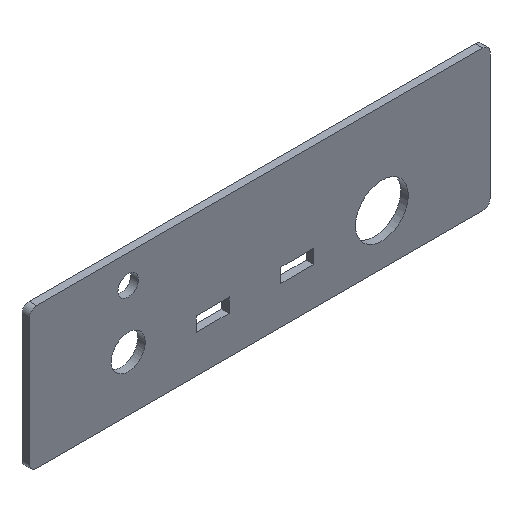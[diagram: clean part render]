
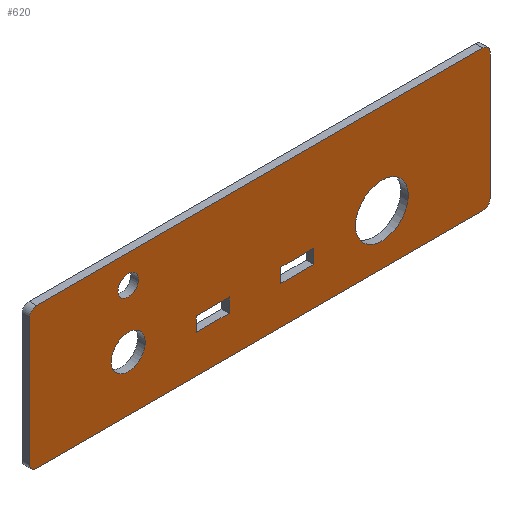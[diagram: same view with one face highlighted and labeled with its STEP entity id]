
A CAD part, isometric view. The second image highlights one B-rep face of the part: STEP entity #620.
In plain terms, the highlighted planar face has unit normal (0, -1, 0).
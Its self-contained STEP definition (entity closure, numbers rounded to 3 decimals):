
#22 = VERTEX_POINT('',#23);
#23 = CARTESIAN_POINT('',(-12.971,-6.677,-5.621));
#41 = VERTEX_POINT('',#42);
#42 = CARTESIAN_POINT('',(-11.471,-6.677,-7.121));
#48 = EDGE_CURVE('',#22,#41,#49,.T.);
#49 = CIRCLE('',#50,1.5);
#50 = AXIS2_PLACEMENT_3D('',#51,#52,#53);
#51 = CARTESIAN_POINT('',(-11.471,-6.677,-5.621));
#52 = DIRECTION('',(0.,-1.,0.));
#53 = DIRECTION('',(1.,0.,0.));
#73 = VERTEX_POINT('',#74);
#74 = CARTESIAN_POINT('',(-12.971,-6.677,21.379));
#80 = EDGE_CURVE('',#22,#73,#81,.T.);
#81 = LINE('',#82,#83);
#82 = CARTESIAN_POINT('',(-12.971,-6.677,-5.621));
#83 = VECTOR('',#84,1.);
#84 = DIRECTION('',(0.,0.,1.));
#104 = VERTEX_POINT('',#105);
#105 = CARTESIAN_POINT('',(83.529,-6.677,-7.121));
#111 = EDGE_CURVE('',#41,#104,#112,.T.);
#112 = LINE('',#113,#114);
#113 = CARTESIAN_POINT('',(-11.471,-6.677,-7.121));
#114 = VECTOR('',#115,1.);
#115 = DIRECTION('',(1.,0.,0.));
#126 = VERTEX_POINT('',#127);
#127 = CARTESIAN_POINT('',(-11.471,-6.677,22.879));
#143 = EDGE_CURVE('',#126,#73,#144,.T.);
#144 = CIRCLE('',#145,1.5);
#145 = AXIS2_PLACEMENT_3D('',#146,#147,#148);
#146 = CARTESIAN_POINT('',(-11.471,-6.677,21.379));
#147 = DIRECTION('',(0.,-1.,0.));
#148 = DIRECTION('',(1.,0.,0.));
#169 = VERTEX_POINT('',#170);
#170 = CARTESIAN_POINT('',(85.029,-6.677,-5.621));
#176 = EDGE_CURVE('',#104,#169,#177,.T.);
#177 = CIRCLE('',#178,1.5);
#178 = AXIS2_PLACEMENT_3D('',#179,#180,#181);
#179 = CARTESIAN_POINT('',(83.529,-6.677,-5.621));
#180 = DIRECTION('',(0.,-1.,0.));
#181 = DIRECTION('',(1.,0.,0.));
#201 = VERTEX_POINT('',#202);
#202 = CARTESIAN_POINT('',(83.529,-6.677,22.879));
#208 = EDGE_CURVE('',#126,#201,#209,.T.);
#209 = LINE('',#210,#211);
#210 = CARTESIAN_POINT('',(-11.471,-6.677,22.879));
#211 = VECTOR('',#212,1.);
#212 = DIRECTION('',(1.,0.,0.));
#223 = VERTEX_POINT('',#224);
#224 = CARTESIAN_POINT('',(85.029,-6.677,21.379));
#239 = EDGE_CURVE('',#223,#169,#240,.T.);
#240 = LINE('',#241,#242);
#241 = CARTESIAN_POINT('',(85.029,-6.677,21.379));
#242 = VECTOR('',#243,1.);
#243 = DIRECTION('',(0.,0.,-1.));
#262 = EDGE_CURVE('',#223,#201,#263,.T.);
#263 = CIRCLE('',#264,1.5);
#264 = AXIS2_PLACEMENT_3D('',#265,#266,#267);
#265 = CARTESIAN_POINT('',(83.529,-6.677,21.379));
#266 = DIRECTION('',(0.,-1.,0.));
#267 = DIRECTION('',(1.,0.,0.));
#278 = VERTEX_POINT('',#279);
#279 = CARTESIAN_POINT('',(40.529,-6.677,3.979));
#296 = VERTEX_POINT('',#297);
#297 = CARTESIAN_POINT('',(47.529,-6.677,3.979));
#303 = EDGE_CURVE('',#278,#296,#304,.T.);
#304 = LINE('',#305,#306);
#305 = CARTESIAN_POINT('',(40.529,-6.677,3.979));
#306 = VECTOR('',#307,1.);
#307 = DIRECTION('',(1.,0.,0.));
#327 = VERTEX_POINT('',#328);
#328 = CARTESIAN_POINT('',(47.529,-6.677,0.979));
#334 = EDGE_CURVE('',#296,#327,#335,.T.);
#335 = LINE('',#336,#337);
#336 = CARTESIAN_POINT('',(47.529,-6.677,3.979));
#337 = VECTOR('',#338,1.);
#338 = DIRECTION('',(0.,0.,-1.));
#349 = VERTEX_POINT('',#350);
#350 = CARTESIAN_POINT('',(40.529,-6.677,0.979));
#365 = EDGE_CURVE('',#349,#327,#366,.T.);
#366 = LINE('',#367,#368);
#367 = CARTESIAN_POINT('',(40.529,-6.677,0.979));
#368 = VECTOR('',#369,1.);
#369 = DIRECTION('',(1.,0.,0.));
#387 = EDGE_CURVE('',#278,#349,#388,.T.);
#388 = LINE('',#389,#390);
#389 = CARTESIAN_POINT('',(40.529,-6.677,3.979));
#390 = VECTOR('',#391,1.);
#391 = DIRECTION('',(0.,0.,-1.));
#402 = VERTEX_POINT('',#403);
#403 = CARTESIAN_POINT('',(67.634,-6.677,3.654));
#419 = EDGE_CURVE('',#402,#402,#420,.T.);
#420 = CIRCLE('',#421,5.605);
#421 = AXIS2_PLACEMENT_3D('',#422,#423,#424);
#422 = CARTESIAN_POINT('',(62.029,-6.677,3.654));
#423 = DIRECTION('',(0.,-1.,0.));
#424 = DIRECTION('',(1.,0.,0.));
#435 = VERTEX_POINT('',#436);
#436 = CARTESIAN_POINT('',(22.529,-6.677,3.979));
#453 = VERTEX_POINT('',#454);
#454 = CARTESIAN_POINT('',(29.529,-6.677,3.979));
#460 = EDGE_CURVE('',#435,#453,#461,.T.);
#461 = LINE('',#462,#463);
#462 = CARTESIAN_POINT('',(22.529,-6.677,3.979));
#463 = VECTOR('',#464,1.);
#464 = DIRECTION('',(1.,0.,0.));
#484 = VERTEX_POINT('',#485);
#485 = CARTESIAN_POINT('',(29.529,-6.677,0.979));
#491 = EDGE_CURVE('',#453,#484,#492,.T.);
#492 = LINE('',#493,#494);
#493 = CARTESIAN_POINT('',(29.529,-6.677,3.979));
#494 = VECTOR('',#495,1.);
#495 = DIRECTION('',(0.,0.,-1.));
#506 = VERTEX_POINT('',#507);
#507 = CARTESIAN_POINT('',(22.529,-6.677,0.979));
#522 = EDGE_CURVE('',#506,#484,#523,.T.);
#523 = LINE('',#524,#525);
#524 = CARTESIAN_POINT('',(22.529,-6.677,0.979));
#525 = VECTOR('',#526,1.);
#526 = DIRECTION('',(1.,0.,0.));
#544 = EDGE_CURVE('',#435,#506,#545,.T.);
#545 = LINE('',#546,#547);
#546 = CARTESIAN_POINT('',(22.529,-6.677,3.979));
#547 = VECTOR('',#548,1.);
#548 = DIRECTION('',(0.,0.,-1.));
#559 = VERTEX_POINT('',#560);
#560 = CARTESIAN_POINT('',(11.654,-6.677,4.579));
#576 = EDGE_CURVE('',#559,#559,#577,.T.);
#577 = CIRCLE('',#578,3.625);
#578 = AXIS2_PLACEMENT_3D('',#579,#580,#581);
#579 = CARTESIAN_POINT('',(8.029,-6.677,4.579));
#580 = DIRECTION('',(0.,-1.,0.));
#581 = DIRECTION('',(1.,0.,0.));
#592 = VERTEX_POINT('',#593);
#593 = CARTESIAN_POINT('',(10.204,-6.677,16.879));
#609 = EDGE_CURVE('',#592,#592,#610,.T.);
#610 = CIRCLE('',#611,2.175);
#611 = AXIS2_PLACEMENT_3D('',#612,#613,#614);
#612 = CARTESIAN_POINT('',(8.029,-6.677,16.879));
#613 = DIRECTION('',(0.,-1.,0.));
#614 = DIRECTION('',(1.,0.,0.));
#620 = ADVANCED_FACE('',(#621,#631,#637,#640,#646,#649),#652,.F.);
#621 = FACE_BOUND('',#622,.F.);
#622 = EDGE_LOOP('',(#623,#624,#625,#626,#627,#628,#629,#630));
#623 = ORIENTED_EDGE('',*,*,#48,.F.);
#624 = ORIENTED_EDGE('',*,*,#80,.T.);
#625 = ORIENTED_EDGE('',*,*,#143,.F.);
#626 = ORIENTED_EDGE('',*,*,#208,.T.);
#627 = ORIENTED_EDGE('',*,*,#262,.F.);
#628 = ORIENTED_EDGE('',*,*,#239,.T.);
#629 = ORIENTED_EDGE('',*,*,#176,.F.);
#630 = ORIENTED_EDGE('',*,*,#111,.F.);
#631 = FACE_BOUND('',#632,.F.);
#632 = EDGE_LOOP('',(#633,#634,#635,#636));
#633 = ORIENTED_EDGE('',*,*,#303,.F.);
#634 = ORIENTED_EDGE('',*,*,#387,.T.);
#635 = ORIENTED_EDGE('',*,*,#365,.T.);
#636 = ORIENTED_EDGE('',*,*,#334,.F.);
#637 = FACE_BOUND('',#638,.F.);
#638 = EDGE_LOOP('',(#639));
#639 = ORIENTED_EDGE('',*,*,#419,.T.);
#640 = FACE_BOUND('',#641,.F.);
#641 = EDGE_LOOP('',(#642,#643,#644,#645));
#642 = ORIENTED_EDGE('',*,*,#460,.F.);
#643 = ORIENTED_EDGE('',*,*,#544,.T.);
#644 = ORIENTED_EDGE('',*,*,#522,.T.);
#645 = ORIENTED_EDGE('',*,*,#491,.F.);
#646 = FACE_BOUND('',#647,.F.);
#647 = EDGE_LOOP('',(#648));
#648 = ORIENTED_EDGE('',*,*,#576,.T.);
#649 = FACE_BOUND('',#650,.F.);
#650 = EDGE_LOOP('',(#651));
#651 = ORIENTED_EDGE('',*,*,#609,.T.);
#652 = PLANE('',#653);
#653 = AXIS2_PLACEMENT_3D('',#654,#655,#656);
#654 = CARTESIAN_POINT('',(36.029,-6.677,7.879));
#655 = DIRECTION('',(-0.,1.,0.));
#656 = DIRECTION('',(-1.,0.,0.));
